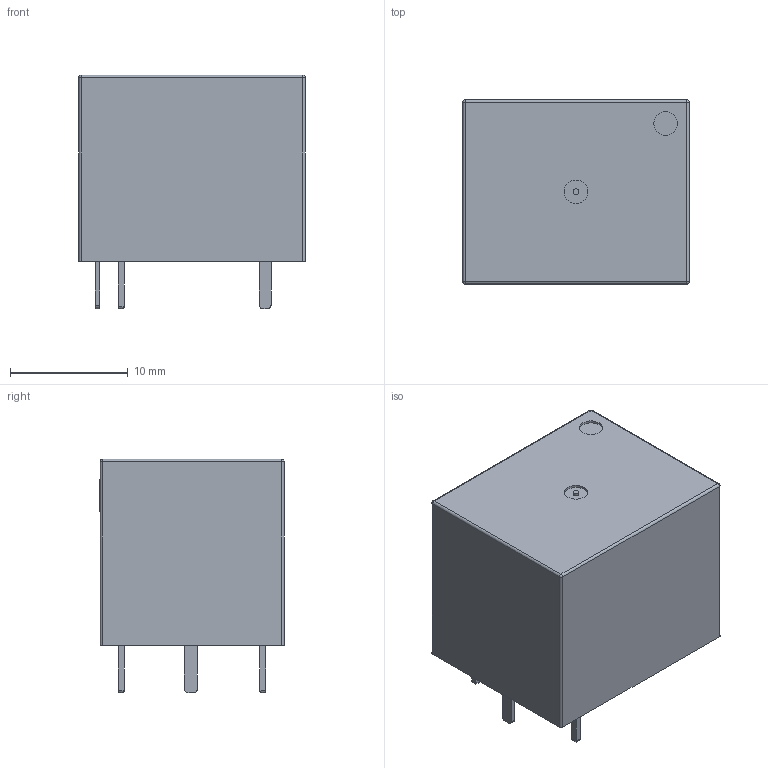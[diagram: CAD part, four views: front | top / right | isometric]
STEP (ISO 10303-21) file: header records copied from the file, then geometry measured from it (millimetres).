
FILE_DESCRIPTION (( 'STEP AP214' ), '1' );
FILE_NAME ('RELAY-TH_SRD-5VDC-SL-B.step', '2022-07-09T14:10:57', ( '' ), ( '' ), 'SwSTEP 2.0', 'SolidWorks 2020', '' );
FILE_SCHEMA (( 'AUTOMOTIVE_DESIGN' ));
Length unit declared in the file: millimetre
Products named in the file (1): RELAY-TH_SRD-5VDC-SL-B
Bounding box: 19.2 x 15.61 x 19.8 mm (x, y, z)
Volume: 4735.4 mm3; surface area: 1729.2 mm2
Topology: 1 solids, 1 shells, 342 faces, 905 edges, 594 vertices
Faces by surface type: plane 200, bspline 112, cylinder 26, sphere 4
Entity records: 15449 total; most frequent: CARTESIAN_POINT 3966, ORIENTED_EDGE 1802, DIRECTION 1163, EDGE_CURVE 901, LINE 629, VECTOR 629, VERTEX_POINT 594, EDGE_LOOP 375
